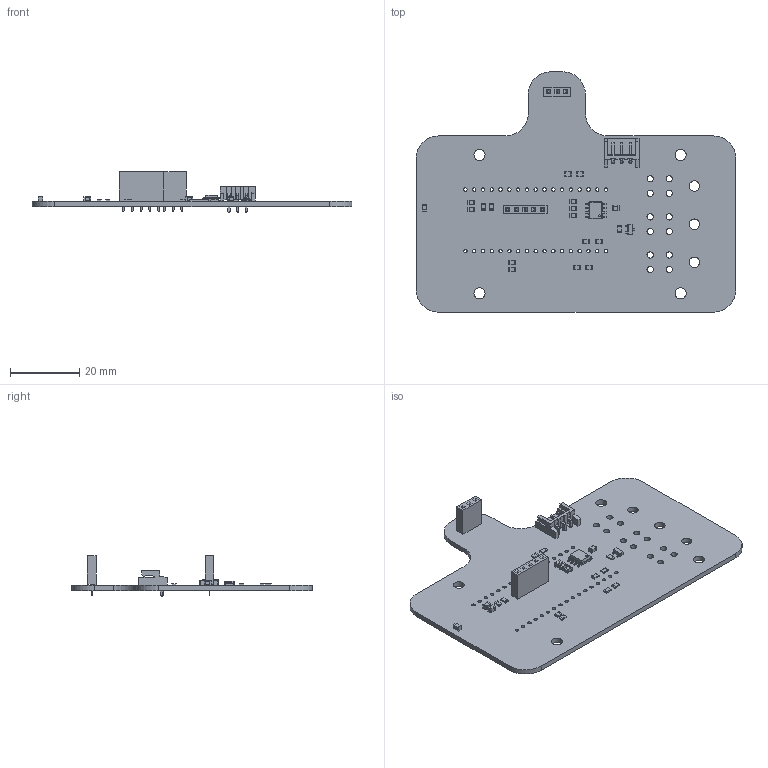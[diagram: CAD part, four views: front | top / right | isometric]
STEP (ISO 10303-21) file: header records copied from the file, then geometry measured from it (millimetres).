
FILE_DESCRIPTION(('KiCad electronic assembly'),'2;1');
FILE_NAME('ControlMikon.step','2025-11-13T03:02:06',('Pcbnew'),('Kicad') ,'Open CASCADE STEP processor 7.8','KiCad to STEP converter','Unknown' );
FILE_SCHEMA(('AUTOMOTIVE_DESIGN { 1 0 10303 214 1 1 1 1 }'));
Length unit declared in the file: millimetre
Products named in the file (9): ControlMikon 1; C_0805_2012Metric; R_0805_2012Metric; SOT-23; PinSocket_1x03_P2.54mm_Vertical; PinSocket_1x05_P2.54mm_Vertical; SOIC-8_3.9x4.9mm_P1.27mm; JST_EH_S3B-EH_1x03_P2.50mm_Horizontal; ControlMikon_PCB
Assembly tree (24 placements, depth 2):
  ControlMikon 1
    C_0805_2012Metric  x7
    R_0805_2012Metric  x11
    SOT-23
    PinSocket_1x03_P2.54mm_Vertical
    PinSocket_1x05_P2.54mm_Vertical
    SOIC-8_3.9x4.9mm_P1.27mm
    JST_EH_S3B-EH_1x03_P2.50mm_Horizontal
    ControlMikon_PCB
Bounding box: 92.4 x 69.4 x 11.7 mm (x, y, z)
Volume: 7923.4 mm3; surface area: 11988.8 mm2
Topology: 24 solids, 24 shells, 1148 faces, 2999 edges, 1936 vertices
Faces by surface type: plane 794, cylinder 295, bspline 59
Full cylindrical faces by diameter (mm): 0.6 x1, 0.95 x3, 1 x42, 1.8 x12, 3 x3, 3.2 x4
Entity records: 27741 total; most frequent: CARTESIAN_POINT 4081, ORIENTED_EDGE 3774, DIRECTION 3481, EDGE_CURVE 1887, LINE 1537, VECTOR 1537, VERTEX_POINT 1208, AXIS2_PLACEMENT_3D 972
